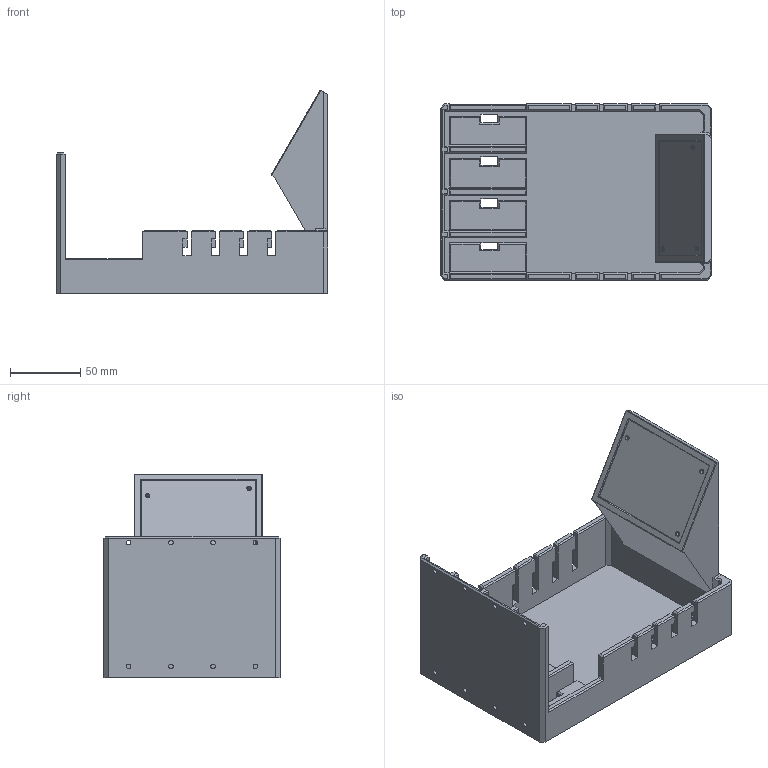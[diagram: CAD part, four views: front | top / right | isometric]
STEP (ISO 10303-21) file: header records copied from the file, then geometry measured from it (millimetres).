
FILE_DESCRIPTION(/* description */ (''),/* implementation_level */ '2;1');
FILE_NAME(/* name */ '',/* time_stamp */ '2024-05-11T16:32:05+08:00',/* author */ (''),/* organization */ (''),/* preprocessor_version */ 'ST-DEVELOPER v20',/* originating_system */ 'Autodesk Translation Framework v12.20.1.177',/* authorisation */ '');
FILE_SCHEMA (('AUTOMOTIVE_DESIGN { 1 0 10303 214 3 1 1 }'));
Length unit declared in the file: millimetre
Products named in the file (1): 驱动器架
Bounding box: 193 x 125 x 144.45 mm (x, y, z)
Volume: 490844.5 mm3; surface area: 146990.6 mm2
Topology: 1 solids, 1 shells, 299 faces, 774 edges, 477 vertices
Faces by surface type: plane 276, cylinder 14, cone 9
Full cylindrical faces by diameter (mm): 2.529 x3, 3 x3, 3.332 x8
Entity records: 8861 total; most frequent: CARTESIAN_POINT 1548, ORIENTED_EDGE 1542, DIRECTION 1405, EDGE_CURVE 771, LINE 737, VECTOR 737, VERTEX_POINT 477, AXIS2_PLACEMENT_3D 334
